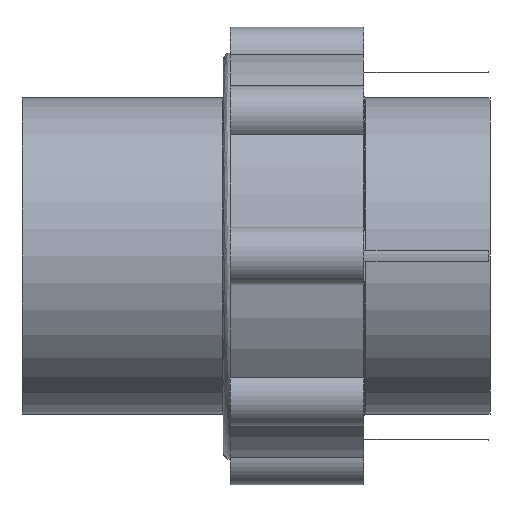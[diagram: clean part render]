
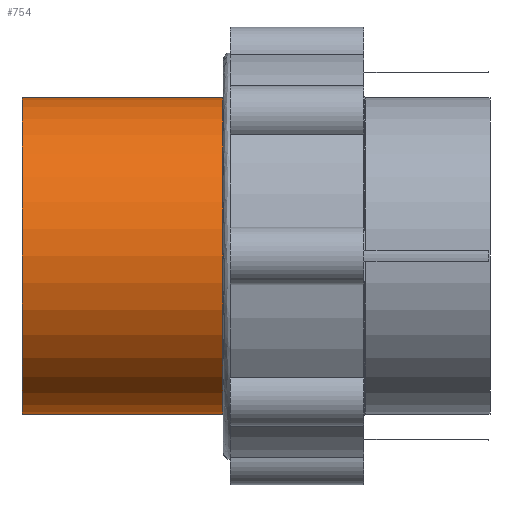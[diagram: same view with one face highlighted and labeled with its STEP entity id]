
A CAD part, front view. The second image highlights one B-rep face of the part: STEP entity #754.
In plain terms, the highlighted cylindrical face has radius 45 mm (diameter 90 mm), a full revolution.
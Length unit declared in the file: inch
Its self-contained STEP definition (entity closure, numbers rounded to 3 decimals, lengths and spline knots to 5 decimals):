
#25 = CARTESIAN_POINT ( 'NONE',  ( 5.23622, 0., 0. ) ) ;
#86 = DIRECTION ( 'NONE',  ( -1., 0., 0. ) ) ;
#216 = AXIS2_PLACEMENT_3D ( 'NONE', #25, #1377, #827 ) ;
#318 = CARTESIAN_POINT ( 'NONE',  ( 2.24409, 0., 0. ) ) ;
#635 = FACE_OUTER_BOUND ( 'NONE', #1197, .T. ) ;
#663 = DIRECTION ( 'NONE',  ( -1., 0., 0. ) ) ;
#741 = EDGE_LOOP ( 'NONE', ( #1516 ) ) ;
#753 = FACE_OUTER_BOUND ( 'NONE', #741, .T. ) ;
#754 = ADVANCED_FACE ( 'NONE', ( #753, #635 ), #1745, .T. ) ;
#827 = DIRECTION ( 'NONE',  ( 0., 0., 1. ) ) ;
#888 = ORIENTED_EDGE ( 'NONE', *, *, #901, .F. ) ;
#901 = EDGE_CURVE ( 'NONE', #1816, #1816, #1773, .T. ) ;
#963 = CARTESIAN_POINT ( 'NONE',  ( 2.24409, 0., 1.77165 ) ) ;
#980 = DIRECTION ( 'NONE',  ( 0., 0., 1. ) ) ;
#1068 = CARTESIAN_POINT ( 'NONE',  ( 0., 0., 1.77165 ) ) ;
#1197 = EDGE_LOOP ( 'NONE', ( #888 ) ) ;
#1251 = EDGE_CURVE ( 'NONE', #1364, #1364, #2107, .T. ) ;
#1364 = VERTEX_POINT ( 'NONE', #963 ) ;
#1377 = DIRECTION ( 'NONE',  ( -1., 0., 0. ) ) ;
#1516 = ORIENTED_EDGE ( 'NONE', *, *, #1251, .T. ) ;
#1688 = AXIS2_PLACEMENT_3D ( 'NONE', #318, #663, #1884 ) ;
#1745 = CYLINDRICAL_SURFACE ( 'NONE', #216, 1.77165 ) ;
#1773 = CIRCLE ( 'NONE', #2292, 1.77165 ) ;
#1816 = VERTEX_POINT ( 'NONE', #1068 ) ;
#1884 = DIRECTION ( 'NONE',  ( 0., 0., 1. ) ) ;
#1942 = CARTESIAN_POINT ( 'NONE',  ( 0., 0., 0. ) ) ;
#2107 = CIRCLE ( 'NONE', #1688, 1.77165 ) ;
#2292 = AXIS2_PLACEMENT_3D ( 'NONE', #1942, #86, #980 ) ;
